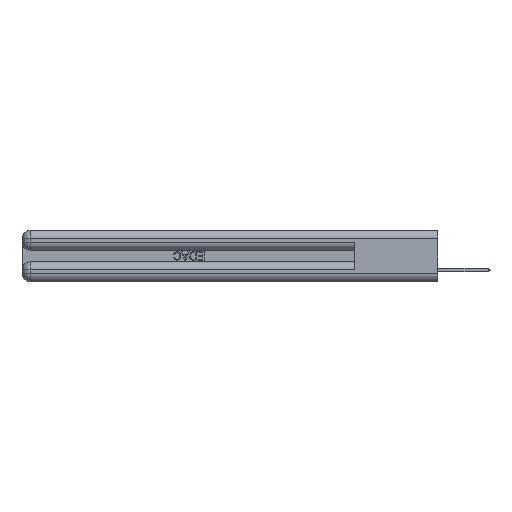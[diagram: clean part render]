
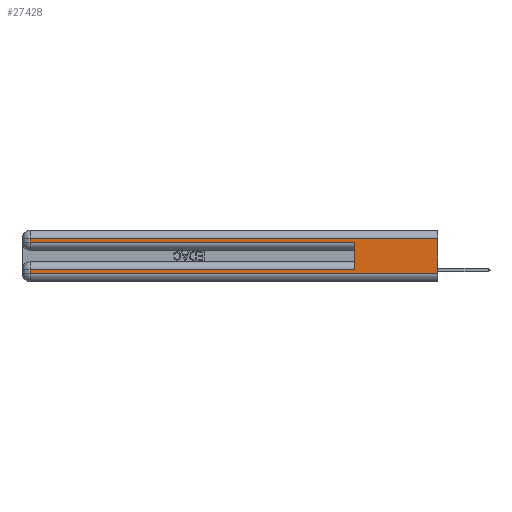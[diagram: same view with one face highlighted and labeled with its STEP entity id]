
A CAD part, left-side view. The second image highlights one B-rep face of the part: STEP entity #27428.
In plain terms, the highlighted planar face has unit normal (-1, 0, 0).
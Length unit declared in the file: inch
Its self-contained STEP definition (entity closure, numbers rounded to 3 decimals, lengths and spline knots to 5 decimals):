
#502 = ORIENTED_EDGE ( 'NONE', *, *, #10686, .F. ) ;
#512 = CARTESIAN_POINT ( 'NONE',  ( 0., 2.94, 0.06 ) ) ;
#3718 = EDGE_CURVE ( 'NONE', #26400, #41033, #21350, .T. ) ;
#3721 = DIRECTION ( 'NONE',  ( 0., 0., -1. ) ) ;
#3753 = VECTOR ( 'NONE', #13387, 39.37008 ) ;
#4337 = VERTEX_POINT ( 'NONE', #47262 ) ;
#4895 = VECTOR ( 'NONE', #35162, 39.37008 ) ;
#5169 = CARTESIAN_POINT ( 'NONE',  ( 0., 0., 0.37 ) ) ;
#5620 = CARTESIAN_POINT ( 'NONE',  ( 0., 2.94, 0.31 ) ) ;
#6111 = VERTEX_POINT ( 'NONE', #5620 ) ;
#6258 = CARTESIAN_POINT ( 'NONE',  ( 0., 0., 0.06 ) ) ;
#6514 = CARTESIAN_POINT ( 'NONE',  ( 0., 0.6, 0.145 ) ) ;
#7395 = DIRECTION ( 'NONE',  ( 0., -1., 0. ) ) ;
#8046 = VECTOR ( 'NONE', #25495, 39.37008 ) ;
#8476 = CARTESIAN_POINT ( 'NONE',  ( 0., 0., 0.31 ) ) ;
#9047 = CARTESIAN_POINT ( 'NONE',  ( 0., 2.94, 0.37 ) ) ;
#10004 = LINE ( 'NONE', #8476, #25258 ) ;
#10268 = DIRECTION ( 'NONE',  ( 0., 0., 1. ) ) ;
#10686 = EDGE_CURVE ( 'NONE', #18360, #45759, #36894, .T. ) ;
#13387 = DIRECTION ( 'NONE',  ( 0., 0., -1. ) ) ;
#14828 = ORIENTED_EDGE ( 'NONE', *, *, #17155, .T. ) ;
#16192 = DIRECTION ( 'NONE',  ( 0., 1., 0. ) ) ;
#16496 = ORIENTED_EDGE ( 'NONE', *, *, #3718, .T. ) ;
#17155 = EDGE_CURVE ( 'NONE', #18360, #4337, #47967, .T. ) ;
#17482 = CARTESIAN_POINT ( 'NONE',  ( 0., 2.94, 0.37 ) ) ;
#17522 = VERTEX_POINT ( 'NONE', #22210 ) ;
#18360 = VERTEX_POINT ( 'NONE', #39568 ) ;
#18998 = LINE ( 'NONE', #17482, #3753 ) ;
#19081 = LINE ( 'NONE', #31281, #38416 ) ;
#19612 = EDGE_CURVE ( 'NONE', #46518, #41033, #20164, .T. ) ;
#20164 = LINE ( 'NONE', #5169, #4895 ) ;
#20516 = EDGE_LOOP ( 'NONE', ( #33678, #31180, #34263, #45823, #502, #14828, #41210, #16496 ) ) ;
#20603 = CARTESIAN_POINT ( 'NONE',  ( 0., 0., 0.085 ) ) ;
#21046 = EDGE_CURVE ( 'NONE', #17522, #45759, #19081, .T. ) ;
#21350 = LINE ( 'NONE', #26385, #22512 ) ;
#22210 = CARTESIAN_POINT ( 'NONE',  ( 0., 2.94, 0.285 ) ) ;
#22512 = VECTOR ( 'NONE', #7395, 39.37008 ) ;
#22891 = EDGE_CURVE ( 'NONE', #4337, #26400, #18998, .T. ) ;
#23957 = LINE ( 'NONE', #9047, #26278 ) ;
#25258 = VECTOR ( 'NONE', #16192, 39.37008 ) ;
#25495 = DIRECTION ( 'NONE',  ( 0., 1., 0. ) ) ;
#25691 = PLANE ( 'NONE',  #37490 ) ;
#26278 = VECTOR ( 'NONE', #38524, 39.37008 ) ;
#26385 = CARTESIAN_POINT ( 'NONE',  ( 0., 0., 0.06 ) ) ;
#26400 = VERTEX_POINT ( 'NONE', #512 ) ;
#26865 = VECTOR ( 'NONE', #10268, 39.37008 ) ;
#27428 = ADVANCED_FACE ( 'NONE', ( #27611 ), #25691, .F. ) ;
#27611 = FACE_OUTER_BOUND ( 'NONE', #20516, .T. ) ;
#30051 = DIRECTION ( 'NONE',  ( 1., 0., 0. ) ) ;
#31180 = ORIENTED_EDGE ( 'NONE', *, *, #43116, .T. ) ;
#31281 = CARTESIAN_POINT ( 'NONE',  ( 0., 0., 0.285 ) ) ;
#33224 = CARTESIAN_POINT ( 'NONE',  ( 0., 0., 0.37 ) ) ;
#33678 = ORIENTED_EDGE ( 'NONE', *, *, #19612, .F. ) ;
#33772 = EDGE_CURVE ( 'NONE', #6111, #17522, #23957, .T. ) ;
#34263 = ORIENTED_EDGE ( 'NONE', *, *, #33772, .T. ) ;
#35162 = DIRECTION ( 'NONE',  ( 0., 0., -1. ) ) ;
#36894 = LINE ( 'NONE', #6514, #26865 ) ;
#37490 = AXIS2_PLACEMENT_3D ( 'NONE', #33224, #30051, #3721 ) ;
#38416 = VECTOR ( 'NONE', #41805, 39.37008 ) ;
#38524 = DIRECTION ( 'NONE',  ( 0., 0., -1. ) ) ;
#39568 = CARTESIAN_POINT ( 'NONE',  ( 0., 0.6, 0.085 ) ) ;
#39844 = CARTESIAN_POINT ( 'NONE',  ( 0., 0.6, 0.285 ) ) ;
#41033 = VERTEX_POINT ( 'NONE', #6258 ) ;
#41210 = ORIENTED_EDGE ( 'NONE', *, *, #22891, .T. ) ;
#41805 = DIRECTION ( 'NONE',  ( 0., -1., 0. ) ) ;
#43116 = EDGE_CURVE ( 'NONE', #46518, #6111, #10004, .T. ) ;
#44978 = CARTESIAN_POINT ( 'NONE',  ( 0., 0., 0.31 ) ) ;
#45759 = VERTEX_POINT ( 'NONE', #39844 ) ;
#45823 = ORIENTED_EDGE ( 'NONE', *, *, #21046, .T. ) ;
#46518 = VERTEX_POINT ( 'NONE', #44978 ) ;
#47262 = CARTESIAN_POINT ( 'NONE',  ( 0., 2.94, 0.085 ) ) ;
#47967 = LINE ( 'NONE', #20603, #8046 ) ;
